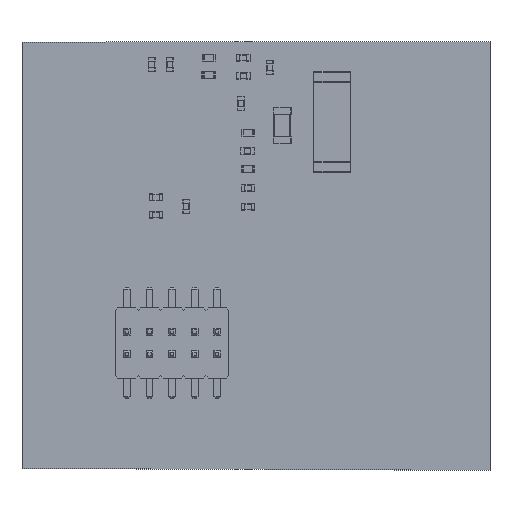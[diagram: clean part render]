
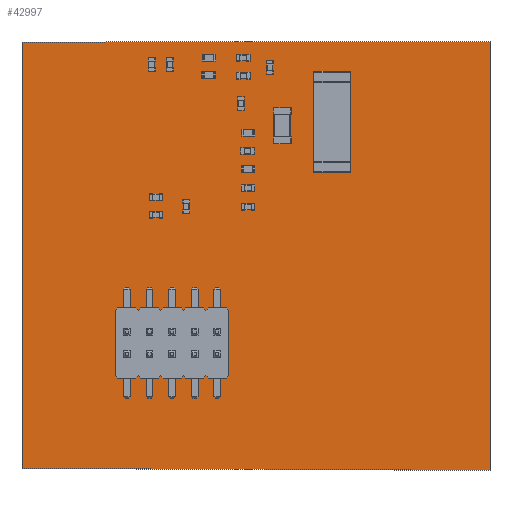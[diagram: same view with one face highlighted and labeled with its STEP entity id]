
A CAD part, top view. The second image highlights one B-rep face of the part: STEP entity #42997.
In plain terms, the highlighted planar face has unit normal (0, 0, 1).
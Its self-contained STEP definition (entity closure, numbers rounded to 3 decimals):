
#42683 = VERTEX_POINT('',#42684);
#42684 = CARTESIAN_POINT('',(21.33,17.89,1.6));
#42691 = PLANE('',#42692);
#42692 = AXIS2_PLACEMENT_3D('',#42693,#42694,#42695);
#42693 = CARTESIAN_POINT('',(21.33,17.89,0.));
#42694 = DIRECTION('',(-1.,0.,0.));
#42695 = DIRECTION('',(0.,1.,0.));
#42703 = PLANE('',#42704);
#42704 = AXIS2_PLACEMENT_3D('',#42705,#42706,#42707);
#42705 = CARTESIAN_POINT('',(0.62,17.97,0.));
#42706 = DIRECTION('',(0.004,1.,0.));
#42707 = DIRECTION('',(1.,-0.004,0.));
#42715 = EDGE_CURVE('',#42683,#42716,#42718,.T.);
#42716 = VERTEX_POINT('',#42717);
#42717 = CARTESIAN_POINT('',(21.33,36.86,1.6));
#42718 = SURFACE_CURVE('',#42719,(#42723,#42730),.PCURVE_S1.);
#42719 = LINE('',#42720,#42721);
#42720 = CARTESIAN_POINT('',(21.33,17.89,1.6));
#42721 = VECTOR('',#42722,1.);
#42722 = DIRECTION('',(0.,1.,0.));
#42723 = PCURVE('',#42691,#42724);
#42724 = DEFINITIONAL_REPRESENTATION('',(#42725),#42729);
#42725 = LINE('',#42726,#42727);
#42726 = CARTESIAN_POINT('',(0.,-1.6));
#42727 = VECTOR('',#42728,1.);
#42728 = DIRECTION('',(1.,0.));
#42729 = ( GEOMETRIC_REPRESENTATION_CONTEXT(2) 
PARAMETRIC_REPRESENTATION_CONTEXT() REPRESENTATION_CONTEXT('2D SPACE',''
  ) );
#42730 = PCURVE('',#42731,#42736);
#42731 = PLANE('',#42732);
#42732 = AXIS2_PLACEMENT_3D('',#42733,#42734,#42735);
#42733 = CARTESIAN_POINT('',(10.988,27.39,1.6));
#42734 = DIRECTION('',(0.,0.,1.));
#42735 = DIRECTION('',(1.,0.,0.));
#42736 = DEFINITIONAL_REPRESENTATION('',(#42737),#42741);
#42737 = LINE('',#42738,#42739);
#42738 = CARTESIAN_POINT('',(10.342,-9.5));
#42739 = VECTOR('',#42740,1.);
#42740 = DIRECTION('',(0.,1.));
#42741 = ( GEOMETRIC_REPRESENTATION_CONTEXT(2) 
PARAMETRIC_REPRESENTATION_CONTEXT() REPRESENTATION_CONTEXT('2D SPACE',''
  ) );
#42759 = PLANE('',#42760);
#42760 = AXIS2_PLACEMENT_3D('',#42761,#42762,#42763);
#42761 = CARTESIAN_POINT('',(21.33,36.86,0.));
#42762 = DIRECTION('',(0.001,-1.,0.));
#42763 = DIRECTION('',(-1.,-0.001,0.));
#42801 = EDGE_CURVE('',#42716,#42802,#42804,.T.);
#42802 = VERTEX_POINT('',#42803);
#42803 = CARTESIAN_POINT('',(0.62,36.84,1.6));
#42804 = SURFACE_CURVE('',#42805,(#42809,#42816),.PCURVE_S1.);
#42805 = LINE('',#42806,#42807);
#42806 = CARTESIAN_POINT('',(21.33,36.86,1.6));
#42807 = VECTOR('',#42808,1.);
#42808 = DIRECTION('',(-1.,-0.001,0.));
#42809 = PCURVE('',#42759,#42810);
#42810 = DEFINITIONAL_REPRESENTATION('',(#42811),#42815);
#42811 = LINE('',#42812,#42813);
#42812 = CARTESIAN_POINT('',(0.,-1.6));
#42813 = VECTOR('',#42814,1.);
#42814 = DIRECTION('',(1.,0.));
#42815 = ( GEOMETRIC_REPRESENTATION_CONTEXT(2) 
PARAMETRIC_REPRESENTATION_CONTEXT() REPRESENTATION_CONTEXT('2D SPACE',''
  ) );
#42816 = PCURVE('',#42731,#42817);
#42817 = DEFINITIONAL_REPRESENTATION('',(#42818),#42822);
#42818 = LINE('',#42819,#42820);
#42819 = CARTESIAN_POINT('',(10.342,9.47));
#42820 = VECTOR('',#42821,1.);
#42821 = DIRECTION('',(-1.,-0.001));
#42822 = ( GEOMETRIC_REPRESENTATION_CONTEXT(2) 
PARAMETRIC_REPRESENTATION_CONTEXT() REPRESENTATION_CONTEXT('2D SPACE',''
  ) );
#42840 = PLANE('',#42841);
#42841 = AXIS2_PLACEMENT_3D('',#42842,#42843,#42844);
#42842 = CARTESIAN_POINT('',(0.62,36.84,0.));
#42843 = DIRECTION('',(1.,0.,0.));
#42844 = DIRECTION('',(0.,-1.,0.));
#42877 = EDGE_CURVE('',#42802,#42878,#42880,.T.);
#42878 = VERTEX_POINT('',#42879);
#42879 = CARTESIAN_POINT('',(0.62,17.97,1.6));
#42880 = SURFACE_CURVE('',#42881,(#42885,#42892),.PCURVE_S1.);
#42881 = LINE('',#42882,#42883);
#42882 = CARTESIAN_POINT('',(0.62,36.84,1.6));
#42883 = VECTOR('',#42884,1.);
#42884 = DIRECTION('',(0.,-1.,0.));
#42885 = PCURVE('',#42840,#42886);
#42886 = DEFINITIONAL_REPRESENTATION('',(#42887),#42891);
#42887 = LINE('',#42888,#42889);
#42888 = CARTESIAN_POINT('',(0.,-1.6));
#42889 = VECTOR('',#42890,1.);
#42890 = DIRECTION('',(1.,0.));
#42891 = ( GEOMETRIC_REPRESENTATION_CONTEXT(2) 
PARAMETRIC_REPRESENTATION_CONTEXT() REPRESENTATION_CONTEXT('2D SPACE',''
  ) );
#42892 = PCURVE('',#42731,#42893);
#42893 = DEFINITIONAL_REPRESENTATION('',(#42894),#42898);
#42894 = LINE('',#42895,#42896);
#42895 = CARTESIAN_POINT('',(-10.368,9.45));
#42896 = VECTOR('',#42897,1.);
#42897 = DIRECTION('',(0.,-1.));
#42898 = ( GEOMETRIC_REPRESENTATION_CONTEXT(2) 
PARAMETRIC_REPRESENTATION_CONTEXT() REPRESENTATION_CONTEXT('2D SPACE',''
  ) );
#42948 = EDGE_CURVE('',#42878,#42683,#42949,.T.);
#42949 = SURFACE_CURVE('',#42950,(#42954,#42961),.PCURVE_S1.);
#42950 = LINE('',#42951,#42952);
#42951 = CARTESIAN_POINT('',(0.62,17.97,1.6));
#42952 = VECTOR('',#42953,1.);
#42953 = DIRECTION('',(1.,-0.004,0.));
#42954 = PCURVE('',#42703,#42955);
#42955 = DEFINITIONAL_REPRESENTATION('',(#42956),#42960);
#42956 = LINE('',#42957,#42958);
#42957 = CARTESIAN_POINT('',(0.,-1.6));
#42958 = VECTOR('',#42959,1.);
#42959 = DIRECTION('',(1.,0.));
#42960 = ( GEOMETRIC_REPRESENTATION_CONTEXT(2) 
PARAMETRIC_REPRESENTATION_CONTEXT() REPRESENTATION_CONTEXT('2D SPACE',''
  ) );
#42961 = PCURVE('',#42731,#42962);
#42962 = DEFINITIONAL_REPRESENTATION('',(#42963),#42967);
#42963 = LINE('',#42964,#42965);
#42964 = CARTESIAN_POINT('',(-10.368,-9.42));
#42965 = VECTOR('',#42966,1.);
#42966 = DIRECTION('',(1.,-0.004));
#42967 = ( GEOMETRIC_REPRESENTATION_CONTEXT(2) 
PARAMETRIC_REPRESENTATION_CONTEXT() REPRESENTATION_CONTEXT('2D SPACE',''
  ) );
#42997 = ADVANCED_FACE('',(#42998),#42731,.T.);
#42998 = FACE_BOUND('',#42999,.T.);
#42999 = EDGE_LOOP('',(#43000,#43001,#43002,#43003));
#43000 = ORIENTED_EDGE('',*,*,#42715,.T.);
#43001 = ORIENTED_EDGE('',*,*,#42801,.T.);
#43002 = ORIENTED_EDGE('',*,*,#42877,.T.);
#43003 = ORIENTED_EDGE('',*,*,#42948,.T.);
